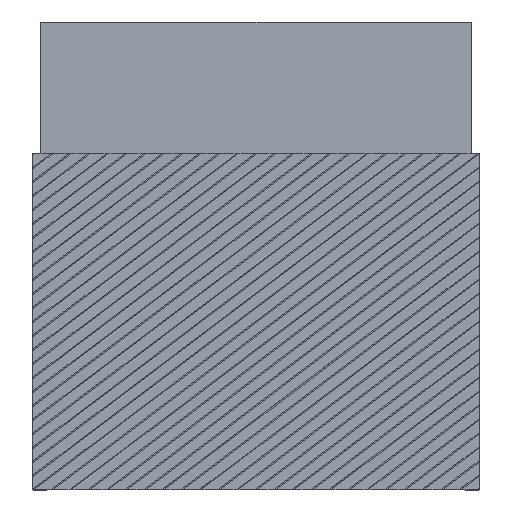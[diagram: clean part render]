
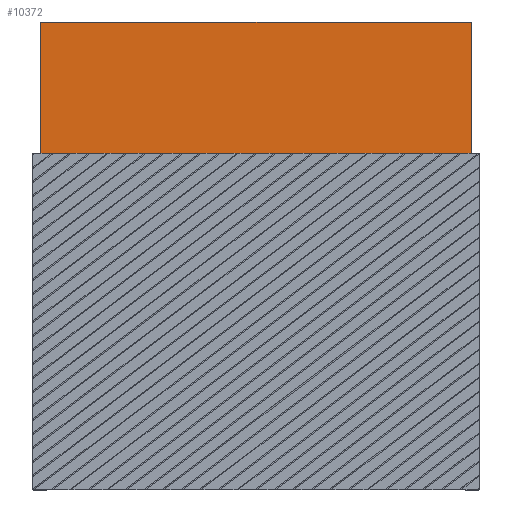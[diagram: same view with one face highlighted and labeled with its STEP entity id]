
A CAD part, left-side view. The second image highlights one B-rep face of the part: STEP entity #10372.
In plain terms, the highlighted planar face has unit normal (-1, 0, 0).
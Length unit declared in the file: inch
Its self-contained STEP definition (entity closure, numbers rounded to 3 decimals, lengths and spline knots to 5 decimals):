
#240=PLANE('',#11355);
#771=FACE_OUTER_BOUND('',#1303,.T.);
#1303=EDGE_LOOP('',(#9193,#9194,#9195,#9196));
#2325=LINE('',#16035,#3331);
#2711=LINE('',#18730,#3717);
#2713=LINE('',#18734,#3719);
#2714=LINE('',#18735,#3720);
#3331=VECTOR('',#12567,0.3937);
#3717=VECTOR('',#13947,0.3937);
#3719=VECTOR('',#13951,0.3937);
#3720=VECTOR('',#13952,0.3937);
#4512=VERTEX_POINT('',#16032);
#4513=VERTEX_POINT('',#16034);
#4848=VERTEX_POINT('',#18727);
#4850=VERTEX_POINT('',#18733);
#5680=EDGE_CURVE('',#4513,#4512,#2325,.T.);
#6327=EDGE_CURVE('',#4848,#4512,#2711,.T.);
#6329=EDGE_CURVE('',#4850,#4848,#2713,.T.);
#6330=EDGE_CURVE('',#4850,#4513,#2714,.T.);
#9193=ORIENTED_EDGE('',*,*,#6329,.F.);
#9194=ORIENTED_EDGE('',*,*,#6330,.T.);
#9195=ORIENTED_EDGE('',*,*,#5680,.T.);
#9196=ORIENTED_EDGE('',*,*,#6327,.F.);
#10372=ADVANCED_FACE('',(#771),#240,.F.);
#11355=AXIS2_PLACEMENT_3D('',#18732,#13949,#13950);
#12567=DIRECTION('',(0.,-1.,0.));
#13947=DIRECTION('',(0.,0.,-1.));
#13949=DIRECTION('center_axis',(1.,0.,0.));
#13950=DIRECTION('ref_axis',(0.,-1.,0.));
#13951=DIRECTION('',(0.,-1.,0.));
#13952=DIRECTION('',(0.,0.,-1.));
#16032=CARTESIAN_POINT('',(0.035,-2.005,1.54));
#16034=CARTESIAN_POINT('',(0.035,-0.035,1.54));
#16035=CARTESIAN_POINT('',(0.035,-2.005,1.54));
#18727=CARTESIAN_POINT('',(0.035,-2.005,2.14));
#18730=CARTESIAN_POINT('',(0.035,-2.005,2.14));
#18732=CARTESIAN_POINT('Origin',(0.035,-0.035,2.14));
#18733=CARTESIAN_POINT('',(0.035,-0.035,2.14));
#18734=CARTESIAN_POINT('',(0.035,-0.5275,2.14));
#18735=CARTESIAN_POINT('',(0.035,-0.035,2.14));
